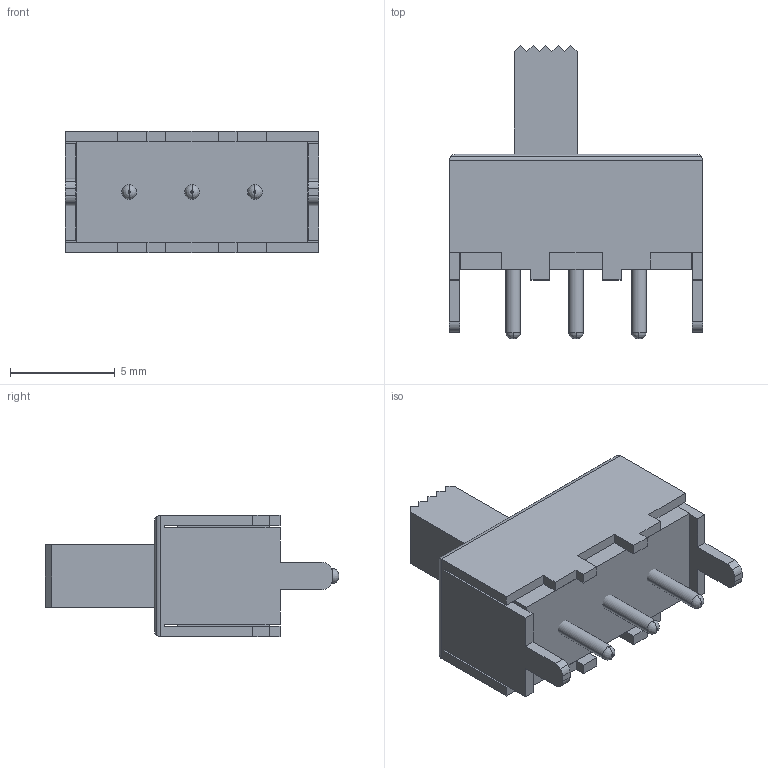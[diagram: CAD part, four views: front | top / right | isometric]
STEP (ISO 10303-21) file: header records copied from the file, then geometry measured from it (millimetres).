
FILE_DESCRIPTION (( 'STEP AP214' ), '1' );
FILE_NAME ('85FAE3DF-FF6E-47D5-B8A6-7CE46AD10EB2.STEP', '2024-04-01T07:10:56', ( '' ), ( '' ), 'SwSTEP 2.0', 'SolidWorks 2022', '' );
FILE_SCHEMA (( 'AUTOMOTIVE_DESIGN' ));
Length unit declared in the file: millimetre
Products named in the file (1): 85FAE3DF-FF6E-47D5-B8A6-7CE46AD10EB2
Bounding box: 12.1 x 14 x 5.8 mm (x, y, z)
Volume: 405.5 mm3; surface area: 851.9 mm2
Topology: 5 solids, 5 shells, 111 faces, 292 edges, 192 vertices
Faces by surface type: plane 83, cylinder 22, bspline 6
Entity records: 3582 total; most frequent: CARTESIAN_POINT 788, ORIENTED_EDGE 584, DIRECTION 530, EDGE_CURVE 292, LINE 238, VECTOR 238, VERTEX_POINT 192, AXIS2_PLACEMENT_3D 146
